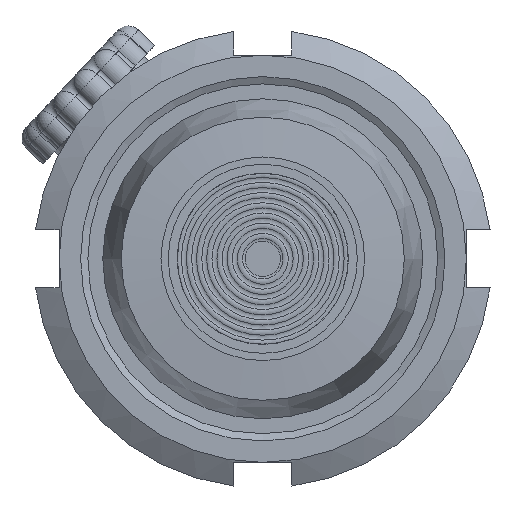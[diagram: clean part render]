
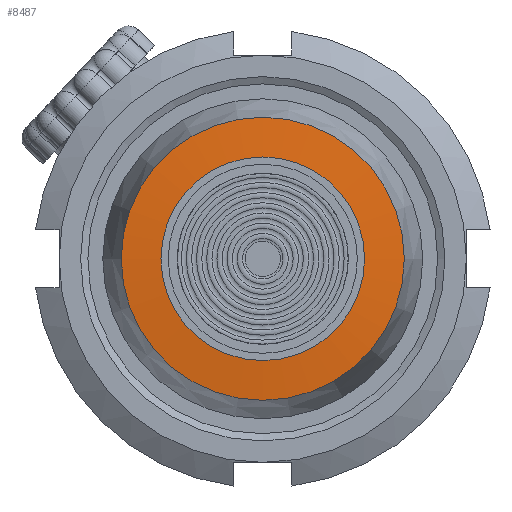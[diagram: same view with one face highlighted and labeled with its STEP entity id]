
A CAD part, front view. The second image highlights one B-rep face of the part: STEP entity #8487.
In plain terms, the highlighted conical face has half-angle 85 degrees and reference radius 16.728 mm.
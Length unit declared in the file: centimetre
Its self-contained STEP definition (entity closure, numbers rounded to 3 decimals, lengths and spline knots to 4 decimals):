
#425=CONICAL_SURFACE('',#9562,1.6728,85.);
#1309=FACE_BOUND('',#2381,.T.);
#1823=FACE_OUTER_BOUND('',#2380,.T.);
#2380=EDGE_LOOP('',(#7334));
#2381=EDGE_LOOP('',(#7335));
#3046=CIRCLE('',#9560,1.3996);
#3048=CIRCLE('',#9563,1.946);
#3785=VERTEX_POINT('',#17016);
#3787=VERTEX_POINT('',#17021);
#4975=EDGE_CURVE('',#3785,#3785,#3046,.T.);
#4977=EDGE_CURVE('',#3787,#3787,#3048,.T.);
#7334=ORIENTED_EDGE('',*,*,#4975,.F.);
#7335=ORIENTED_EDGE('',*,*,#4977,.T.);
#8487=ADVANCED_FACE('',(#1823,#1309),#425,.T.);
#9560=AXIS2_PLACEMENT_3D('',#17017,#11998,#11999);
#9562=AXIS2_PLACEMENT_3D('',#17020,#12002,#12003);
#9563=AXIS2_PLACEMENT_3D('',#17022,#12004,#12005);
#11998=DIRECTION('center_axis',(0.,-1.,0.));
#11999=DIRECTION('ref_axis',(1.,0.,0.));
#12002=DIRECTION('center_axis',(0.,1.,0.));
#12003=DIRECTION('ref_axis',(1.,0.,0.));
#12004=DIRECTION('center_axis',(0.,-1.,0.));
#12005=DIRECTION('ref_axis',(1.,0.,0.));
#17016=CARTESIAN_POINT('',(1.5226,-2.076,0.0156));
#17017=CARTESIAN_POINT('Origin',(0.123,-2.076,0.0156));
#17020=CARTESIAN_POINT('Origin',(0.123,-2.0521,0.0156));
#17021=CARTESIAN_POINT('',(2.069,-2.0282,0.0156));
#17022=CARTESIAN_POINT('Origin',(0.123,-2.0282,0.0156));
